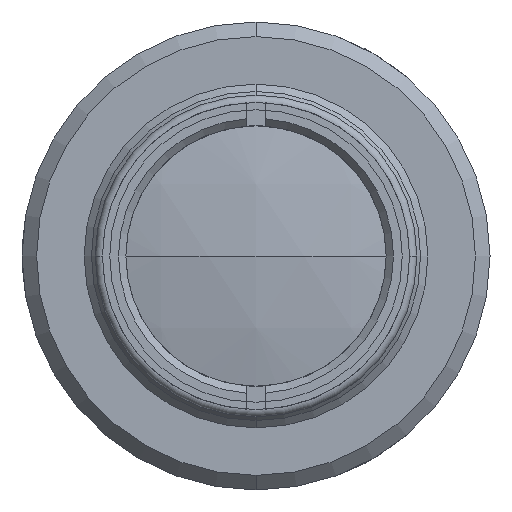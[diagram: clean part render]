
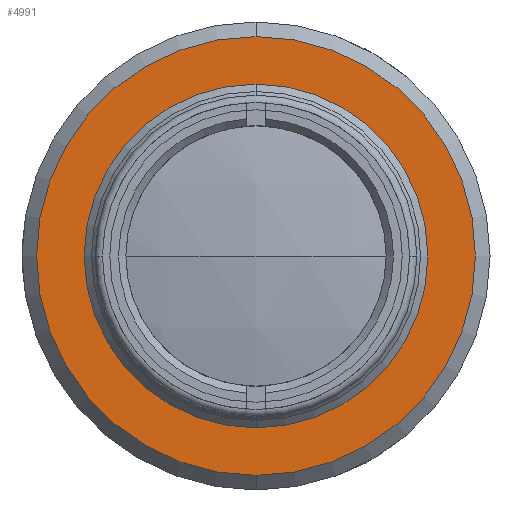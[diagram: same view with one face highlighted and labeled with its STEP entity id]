
A CAD part, left-side view. The second image highlights one B-rep face of the part: STEP entity #4991.
In plain terms, the highlighted planar face has unit normal (-1, 0, 0).
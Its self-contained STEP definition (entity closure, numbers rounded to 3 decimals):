
#58 = ORIENTED_EDGE ( 'NONE', *, *, #4207, .T. ) ;
#94 = CARTESIAN_POINT ( 'NONE',  ( 64.135, 0., 0. ) ) ;
#95 = CARTESIAN_POINT ( 'NONE',  ( 64.135, 0., -23.5 ) ) ;
#531 = CIRCLE ( 'NONE', #1885, 23.5 ) ;
#590 = EDGE_CURVE ( 'NONE', #4146, #4911, #531, .T. ) ;
#870 = DIRECTION ( 'NONE',  ( -1., 0., 0. ) ) ;
#872 = DIRECTION ( 'NONE',  ( 0., 0., -1. ) ) ;
#942 = EDGE_CURVE ( 'NONE', #4446, #5262, #5145, .T. ) ;
#1088 = DIRECTION ( 'NONE',  ( 1., 0., 0. ) ) ;
#1161 = DIRECTION ( 'NONE',  ( 0., 0., -1. ) ) ;
#1300 = DIRECTION ( 'NONE',  ( 1., 0., 0. ) ) ;
#1565 = ORIENTED_EDGE ( 'NONE', *, *, #942, .T. ) ;
#1602 = AXIS2_PLACEMENT_3D ( 'NONE', #94, #870, #3332 ) ;
#1644 = ORIENTED_EDGE ( 'NONE', *, *, #3742, .T. ) ;
#1694 = AXIS2_PLACEMENT_3D ( 'NONE', #3814, #1088, #2567 ) ;
#1720 = PLANE ( 'NONE',  #2994 ) ;
#1885 = AXIS2_PLACEMENT_3D ( 'NONE', #3138, #4757, #1161 ) ;
#2567 = DIRECTION ( 'NONE',  ( 0., 0., -1. ) ) ;
#2647 = DIRECTION ( 'NONE',  ( 0., 0., -1. ) ) ;
#2895 = FACE_BOUND ( 'NONE', #3740, .T. ) ;
#2956 = EDGE_LOOP ( 'NONE', ( #1565, #1644 ) ) ;
#2994 = AXIS2_PLACEMENT_3D ( 'NONE', #4545, #1300, #872 ) ;
#3138 = CARTESIAN_POINT ( 'NONE',  ( 64.135, 0., 0. ) ) ;
#3241 = ORIENTED_EDGE ( 'NONE', *, *, #590, .T. ) ;
#3261 = AXIS2_PLACEMENT_3D ( 'NONE', #4616, #5121, #2647 ) ;
#3322 = CIRCLE ( 'NONE', #1694, 23.5 ) ;
#3332 = DIRECTION ( 'NONE',  ( 0., 0., -1. ) ) ;
#3333 = FACE_OUTER_BOUND ( 'NONE', #2956, .T. ) ;
#3552 = CARTESIAN_POINT ( 'NONE',  ( 64.135, 0., -30. ) ) ;
#3740 = EDGE_LOOP ( 'NONE', ( #58, #3241 ) ) ;
#3742 = EDGE_CURVE ( 'NONE', #5262, #4446, #4868, .T. ) ;
#3760 = CARTESIAN_POINT ( 'NONE',  ( 64.135, 0., 30. ) ) ;
#3814 = CARTESIAN_POINT ( 'NONE',  ( 64.135, 0., 0. ) ) ;
#4146 = VERTEX_POINT ( 'NONE', #4453 ) ;
#4207 = EDGE_CURVE ( 'NONE', #4911, #4146, #3322, .T. ) ;
#4446 = VERTEX_POINT ( 'NONE', #3552 ) ;
#4453 = CARTESIAN_POINT ( 'NONE',  ( 64.135, 0., 23.5 ) ) ;
#4545 = CARTESIAN_POINT ( 'NONE',  ( 64.135, 32., 0. ) ) ;
#4616 = CARTESIAN_POINT ( 'NONE',  ( 64.135, 0., 0. ) ) ;
#4757 = DIRECTION ( 'NONE',  ( 1., 0., 0. ) ) ;
#4868 = CIRCLE ( 'NONE', #1602, 30. ) ;
#4911 = VERTEX_POINT ( 'NONE', #95 ) ;
#4991 = ADVANCED_FACE ( 'NONE', ( #3333, #2895 ), #1720, .F. ) ;
#5121 = DIRECTION ( 'NONE',  ( -1., 0., 0. ) ) ;
#5145 = CIRCLE ( 'NONE', #3261, 30. ) ;
#5262 = VERTEX_POINT ( 'NONE', #3760 ) ;
